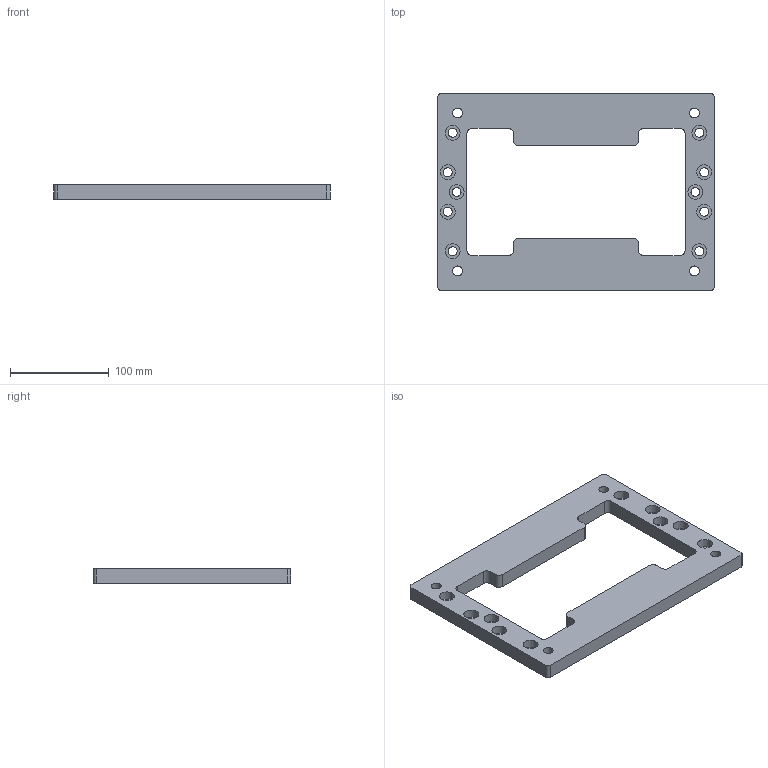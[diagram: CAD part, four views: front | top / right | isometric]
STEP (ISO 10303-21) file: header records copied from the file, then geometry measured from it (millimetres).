
FILE_DESCRIPTION((''),'2;1');
FILE_NAME('SL0516N.ipt.step','2007-09-10T15:14:04',(''),(''),'Autodesk Inventor 11','Autodesk Inventor 11','');
FILE_SCHEMA(('AUTOMOTIVE_DESIGN { 1 0 10303 214 1 1 1 1 }'));
Length unit declared in the file: millimetre
Products named in the file (1): SL0516N
Bounding box: 280 x 200 x 15 mm (x, y, z)
Volume: 454774.4 mm3; surface area: 95287.5 mm2
Topology: 1 solids, 1 shells, 68 faces, 172 edges, 116 vertices
Faces by surface type: bspline 34, plane 18, cylinder 16
Entity records: 2327 total; most frequent: CARTESIAN_POINT 763, DIRECTION 294, ORIENTED_EDGE 288, EDGE_CURVE 144, EDGE_LOOP 132, AXIS2_PLACEMENT_3D 115, VERTEX_POINT 112, CIRCLE 80
